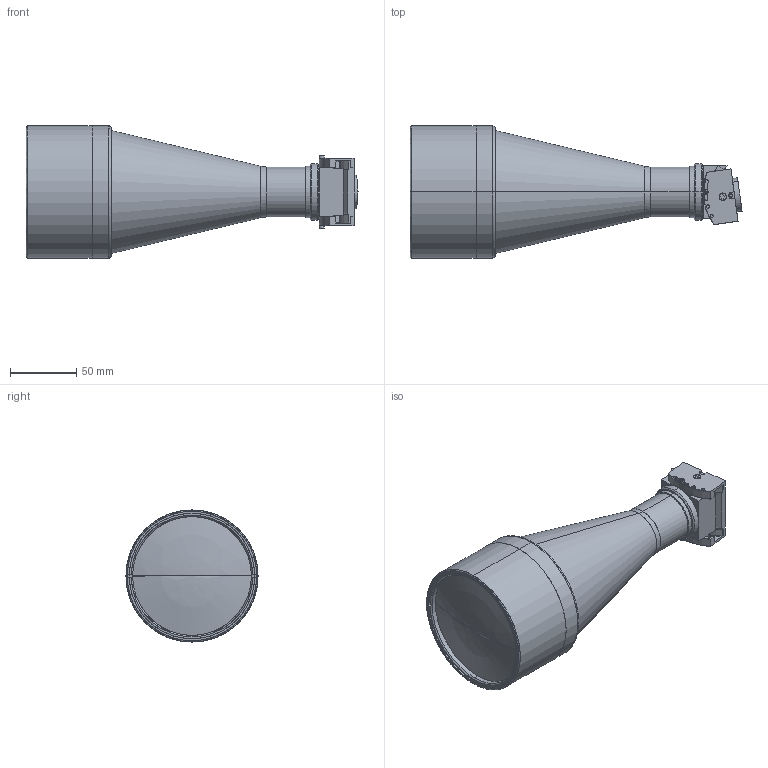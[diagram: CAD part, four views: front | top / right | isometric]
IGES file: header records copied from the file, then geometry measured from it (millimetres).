
Start section: SolidWorks IGES file using analytic representation for surfaces
Global section: file name: TCSM064.IGS; native system: SolidWorks 2013; preprocessor: SolidWorks 2013; author: piermario; date: 151008.124625; units: millimetre
Bounding box: 251.36 x 100 x 100 mm (x, y, z)
Surface area: 85314.1 mm2 (no closed solid volume)
Topology: 0 solids, 0 shells, 250 faces, 4604 edges, 4603 vertices
Faces by surface type: revolution 132, bspline 118
